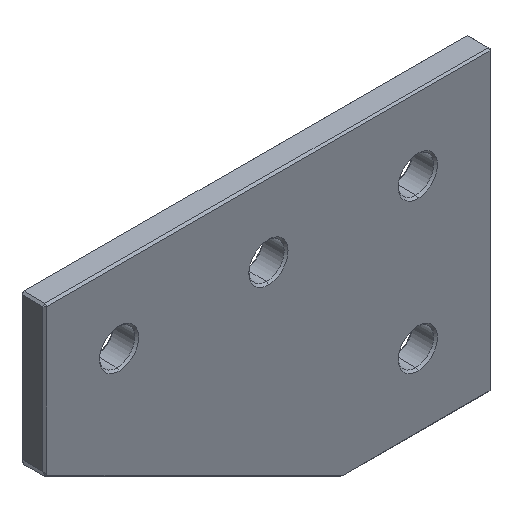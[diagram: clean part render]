
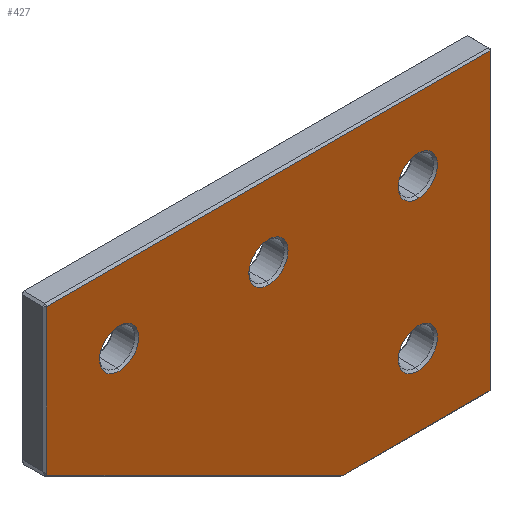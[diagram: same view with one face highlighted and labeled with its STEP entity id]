
A CAD part, isometric view. The second image highlights one B-rep face of the part: STEP entity #427.
In plain terms, the highlighted planar face has unit normal (0, -1, 0).
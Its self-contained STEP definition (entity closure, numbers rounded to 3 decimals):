
#49 = ORIENTED_EDGE ( 'NONE', *, *, #264, .T. ) ;
#50 = CIRCLE ( 'NONE', #1103, 5. ) ;
#55 = LINE ( 'NONE', #501, #350 ) ;
#62 = LINE ( 'NONE', #754, #1215 ) ;
#73 = CARTESIAN_POINT ( 'NONE',  ( -38., 0., 33.2 ) ) ;
#134 = CARTESIAN_POINT ( 'NONE',  ( 38.2, 0., -4.9 ) ) ;
#151 = VERTEX_POINT ( 'NONE', #268 ) ;
#167 = LINE ( 'NONE', #1200, #889 ) ;
#170 = EDGE_LOOP ( 'NONE', ( #1336, #635 ) ) ;
#195 = PLANE ( 'NONE',  #430 ) ;
#201 = ORIENTED_EDGE ( 'NONE', *, *, #1240, .T. ) ;
#212 = CIRCLE ( 'NONE', #960, 5. ) ;
#215 = VERTEX_POINT ( 'NONE', #1071 ) ;
#216 = ORIENTED_EDGE ( 'NONE', *, *, #895, .T. ) ;
#227 = DIRECTION ( 'NONE',  ( 0., 1., 0. ) ) ;
#233 = EDGE_CURVE ( 'NONE', #1297, #1246, #1134, .T. ) ;
#239 = VERTEX_POINT ( 'NONE', #408 ) ;
#241 = DIRECTION ( 'NONE',  ( 0., 0., 1. ) ) ;
#252 = DIRECTION ( 'NONE',  ( 0., 1., 0. ) ) ;
#264 = EDGE_CURVE ( 'NONE', #1011, #1288, #62, .T. ) ;
#268 = CARTESIAN_POINT ( 'NONE',  ( 56.6, 0., 56.6 ) ) ;
#281 = DIRECTION ( 'NONE',  ( 0., 0., -1. ) ) ;
#304 = FACE_BOUND ( 'NONE', #742, .T. ) ;
#309 = AXIS2_PLACEMENT_3D ( 'NONE', #1123, #463, #1242 ) ;
#310 = AXIS2_PLACEMENT_3D ( 'NONE', #372, #252, #711 ) ;
#311 = CARTESIAN_POINT ( 'NONE',  ( 19.218, 0., -18.4 ) ) ;
#345 = CARTESIAN_POINT ( 'NONE',  ( 38.2, 0., 33.2 ) ) ;
#350 = VECTOR ( 'NONE', #281, 1000. ) ;
#352 = DIRECTION ( 'NONE',  ( 0., 0., 1. ) ) ;
#365 = CARTESIAN_POINT ( 'NONE',  ( 57.1, 0., 56.6 ) ) ;
#369 = VERTEX_POINT ( 'NONE', #888 ) ;
#372 = CARTESIAN_POINT ( 'NONE',  ( -38., 0., 38.2 ) ) ;
#379 = DIRECTION ( 'NONE',  ( 1., 0., 0. ) ) ;
#383 = DIRECTION ( 'NONE',  ( 0., 0., 1. ) ) ;
#388 = ORIENTED_EDGE ( 'NONE', *, *, #763, .T. ) ;
#395 = ORIENTED_EDGE ( 'NONE', *, *, #919, .T. ) ;
#396 = ORIENTED_EDGE ( 'NONE', *, *, #233, .T. ) ;
#401 = CARTESIAN_POINT ( 'NONE',  ( 38.2, 0., 38.2 ) ) ;
#408 = CARTESIAN_POINT ( 'NONE',  ( -56.4, 0., 56.6 ) ) ;
#427 = ADVANCED_FACE ( 'NONE', ( #534, #896, #1323, #304, #1219 ), #195, .F. ) ;
#430 = AXIS2_PLACEMENT_3D ( 'NONE', #1447, #659, #1330 ) ;
#442 = VERTEX_POINT ( 'NONE', #134 ) ;
#463 = DIRECTION ( 'NONE',  ( 0., 1., 0. ) ) ;
#475 = CARTESIAN_POINT ( 'NONE',  ( 56.6, 0., -18.4 ) ) ;
#498 = AXIS2_PLACEMENT_3D ( 'NONE', #401, #857, #990 ) ;
#501 = CARTESIAN_POINT ( 'NONE',  ( -56.4, 0., 57.1 ) ) ;
#502 = VECTOR ( 'NONE', #1021, 1000. ) ;
#523 = EDGE_CURVE ( 'NONE', #369, #1092, #1102, .T. ) ;
#534 = FACE_BOUND ( 'NONE', #170, .T. ) ;
#562 = CARTESIAN_POINT ( 'NONE',  ( 38.2, 0., 38.2 ) ) ;
#564 = ORIENTED_EDGE ( 'NONE', *, *, #788, .T. ) ;
#574 = CARTESIAN_POINT ( 'NONE',  ( 56.6, 0., 57.1 ) ) ;
#602 = CARTESIAN_POINT ( 'NONE',  ( 38.2, 0., 43.2 ) ) ;
#607 = LINE ( 'NONE', #574, #502 ) ;
#634 = DIRECTION ( 'NONE',  ( 0., 1., 0. ) ) ;
#635 = ORIENTED_EDGE ( 'NONE', *, *, #1290, .T. ) ;
#659 = DIRECTION ( 'NONE',  ( 0., 1., 0. ) ) ;
#705 = EDGE_LOOP ( 'NONE', ( #935, #396 ) ) ;
#711 = DIRECTION ( 'NONE',  ( 0., 0., 1. ) ) ;
#712 = CARTESIAN_POINT ( 'NONE',  ( 0.1, 0., 38.2 ) ) ;
#722 = AXIS2_PLACEMENT_3D ( 'NONE', #562, #227, #241 ) ;
#742 = EDGE_LOOP ( 'NONE', ( #388, #1239 ) ) ;
#754 = CARTESIAN_POINT ( 'NONE',  ( 57.1, 0., -18.4 ) ) ;
#763 = EDGE_CURVE ( 'NONE', #1092, #369, #212, .T. ) ;
#768 = CIRCLE ( 'NONE', #310, 5. ) ;
#769 = VERTEX_POINT ( 'NONE', #73 ) ;
#787 = CARTESIAN_POINT ( 'NONE',  ( -38., 0., 38.2 ) ) ;
#788 = EDGE_CURVE ( 'NONE', #1421, #1011, #167, .T. ) ;
#812 = CARTESIAN_POINT ( 'NONE',  ( 38.2, 0., 5.1 ) ) ;
#825 = DIRECTION ( 'NONE',  ( 0., 1., 0. ) ) ;
#857 = DIRECTION ( 'NONE',  ( 0., 1., 0. ) ) ;
#888 = CARTESIAN_POINT ( 'NONE',  ( 0.1, 0., 43.2 ) ) ;
#889 = VECTOR ( 'NONE', #1094, 1000. ) ;
#891 = ORIENTED_EDGE ( 'NONE', *, *, #969, .T. ) ;
#895 = EDGE_CURVE ( 'NONE', #1288, #151, #607, .T. ) ;
#896 = FACE_BOUND ( 'NONE', #1005, .T. ) ;
#902 = EDGE_LOOP ( 'NONE', ( #216, #1371, #891, #564, #49 ) ) ;
#915 = LINE ( 'NONE', #365, #1444 ) ;
#919 = EDGE_CURVE ( 'NONE', #1439, #442, #1392, .T. ) ;
#935 = ORIENTED_EDGE ( 'NONE', *, *, #1417, .T. ) ;
#960 = AXIS2_PLACEMENT_3D ( 'NONE', #1099, #634, #383 ) ;
#962 = DIRECTION ( 'NONE',  ( 0., 1., 0. ) ) ;
#969 = EDGE_CURVE ( 'NONE', #239, #1421, #55, .T. ) ;
#990 = DIRECTION ( 'NONE',  ( 0., 0., 1. ) ) ;
#1005 = EDGE_LOOP ( 'NONE', ( #201, #395 ) ) ;
#1011 = VERTEX_POINT ( 'NONE', #311 ) ;
#1012 = CARTESIAN_POINT ( 'NONE',  ( -56.4, 0., 19.409 ) ) ;
#1021 = DIRECTION ( 'NONE',  ( 0., 0., 1. ) ) ;
#1071 = CARTESIAN_POINT ( 'NONE',  ( -38., 0., 43.2 ) ) ;
#1074 = AXIS2_PLACEMENT_3D ( 'NONE', #712, #962, #352 ) ;
#1092 = VERTEX_POINT ( 'NONE', #1292 ) ;
#1094 = DIRECTION ( 'NONE',  ( 0.894, 0., -0.447 ) ) ;
#1099 = CARTESIAN_POINT ( 'NONE',  ( 0.1, 0., 38.2 ) ) ;
#1102 = CIRCLE ( 'NONE', #1074, 5. ) ;
#1103 = AXIS2_PLACEMENT_3D ( 'NONE', #1376, #825, #1263 ) ;
#1123 = CARTESIAN_POINT ( 'NONE',  ( 38.2, 0., 0.1 ) ) ;
#1131 = DIRECTION ( 'NONE',  ( 0., 0., 1. ) ) ;
#1134 = CIRCLE ( 'NONE', #498, 5. ) ;
#1200 = CARTESIAN_POINT ( 'NONE',  ( 19.324, 0., -18.453 ) ) ;
#1215 = VECTOR ( 'NONE', #379, 1000. ) ;
#1219 = FACE_OUTER_BOUND ( 'NONE', #902, .T. ) ;
#1239 = ORIENTED_EDGE ( 'NONE', *, *, #523, .T. ) ;
#1240 = EDGE_CURVE ( 'NONE', #442, #1439, #50, .T. ) ;
#1242 = DIRECTION ( 'NONE',  ( 0., 0., 1. ) ) ;
#1246 = VERTEX_POINT ( 'NONE', #345 ) ;
#1258 = AXIS2_PLACEMENT_3D ( 'NONE', #787, #1372, #1131 ) ;
#1263 = DIRECTION ( 'NONE',  ( 0., 0., 1. ) ) ;
#1270 = EDGE_CURVE ( 'NONE', #151, #239, #915, .T. ) ;
#1288 = VERTEX_POINT ( 'NONE', #475 ) ;
#1290 = EDGE_CURVE ( 'NONE', #215, #769, #768, .T. ) ;
#1292 = CARTESIAN_POINT ( 'NONE',  ( 0.1, 0., 33.2 ) ) ;
#1297 = VERTEX_POINT ( 'NONE', #602 ) ;
#1323 = FACE_BOUND ( 'NONE', #705, .T. ) ;
#1330 = DIRECTION ( 'NONE',  ( 1., 0., 0. ) ) ;
#1336 = ORIENTED_EDGE ( 'NONE', *, *, #1449, .T. ) ;
#1367 = CIRCLE ( 'NONE', #722, 5. ) ;
#1371 = ORIENTED_EDGE ( 'NONE', *, *, #1270, .T. ) ;
#1372 = DIRECTION ( 'NONE',  ( 0., 1., 0. ) ) ;
#1376 = CARTESIAN_POINT ( 'NONE',  ( 38.2, 0., 0.1 ) ) ;
#1384 = DIRECTION ( 'NONE',  ( -1., 0., 0. ) ) ;
#1392 = CIRCLE ( 'NONE', #309, 5. ) ;
#1417 = EDGE_CURVE ( 'NONE', #1246, #1297, #1367, .T. ) ;
#1421 = VERTEX_POINT ( 'NONE', #1012 ) ;
#1439 = VERTEX_POINT ( 'NONE', #812 ) ;
#1444 = VECTOR ( 'NONE', #1384, 1000. ) ;
#1446 = CIRCLE ( 'NONE', #1258, 5. ) ;
#1447 = CARTESIAN_POINT ( 'NONE',  ( 57.1, 0., 57.1 ) ) ;
#1449 = EDGE_CURVE ( 'NONE', #769, #215, #1446, .T. ) ;
